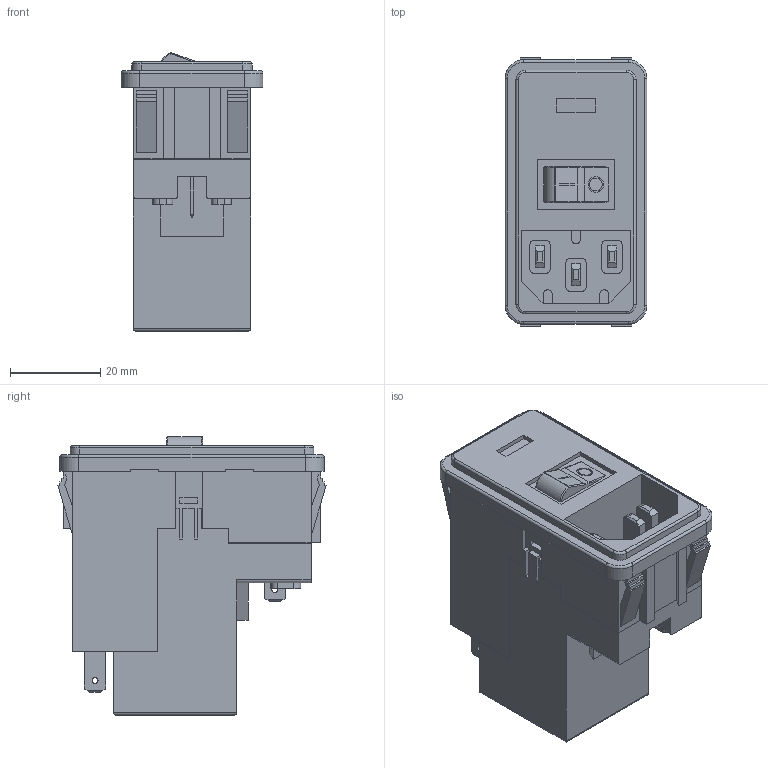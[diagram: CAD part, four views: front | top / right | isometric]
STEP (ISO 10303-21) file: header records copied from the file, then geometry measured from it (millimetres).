
FILE_DESCRIPTION (( 'STEP AP203' ), '1' );
FILE_NAME ('83544050-R1.STEP', '2007-07-23T15:03:35', ( ' ' ), ( ' ' ), 'SwSTEP 2.0', 'SolidWorks 2007', '' );
FILE_SCHEMA (( 'CONFIG_CONTROL_DESIGN' ));
Length unit declared in the file: millimetre
Products named in the file (1): 83544050-R1
Bounding box: 31.49 x 59.52 x 61.79 mm (x, y, z)
Volume: 61052.6 mm3; surface area: 20831.2 mm2
Topology: 1 solids, 1 shells, 586 faces, 1626 edges, 1072 vertices
Faces by surface type: plane 452, cylinder 83, bspline 37, torus 12, sphere 2
Entity records: 20592 total; most frequent: CARTESIAN_POINT 5545, ORIENTED_EDGE 3248, DIRECTION 2812, EDGE_CURVE 1624, VECTOR 1372, LINE 1372, VERTEX_POINT 1072, AXIS2_PLACEMENT_3D 720
